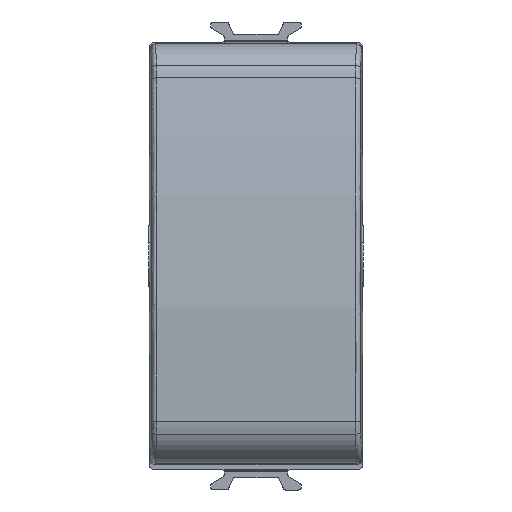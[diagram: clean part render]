
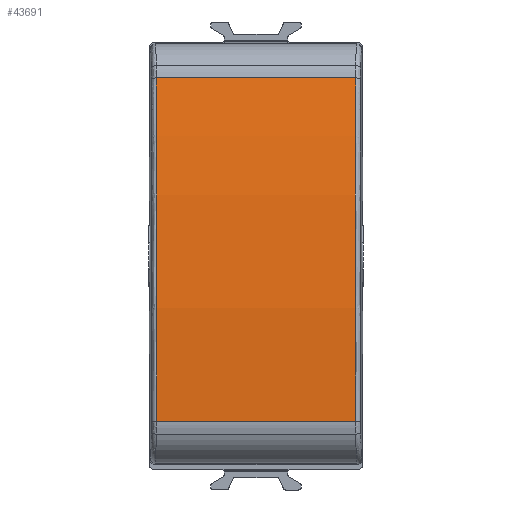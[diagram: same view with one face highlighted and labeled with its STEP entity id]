
A CAD part, top view. The second image highlights one B-rep face of the part: STEP entity #43691.
In plain terms, the highlighted cylindrical face has radius 140 mm (diameter 280 mm), a partial arc.
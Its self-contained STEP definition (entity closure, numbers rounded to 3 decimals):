
#43678=AXIS2_PLACEMENT_3D('Cylinder Axis2P3D',#43675,#43676,#43677) ;
#43060=CARTESIAN_POINT('Vertex',(10.271,-38.036,23.564)) ;
#43122=CARTESIAN_POINT('Vertex',(10.271,-2.653,20.136)) ;
#43126=CARTESIAN_POINT('Control Point',(10.271,-38.036,23.564)) ;
#43127=CARTESIAN_POINT('Control Point',(10.24,-30.911,23.783)) ;
#43128=CARTESIAN_POINT('Control Point',(10.224,-23.771,23.549)) ;
#43129=CARTESIAN_POINT('Control Point',(10.224,-16.656,22.859)) ;
#43130=CARTESIAN_POINT('Control Point',(10.24,-9.604,21.719)) ;
#43131=CARTESIAN_POINT('Control Point',(10.271,-2.653,20.136)) ;
#43421=CARTESIAN_POINT('Vertex',(-10.271,-38.036,23.564)) ;
#43483=CARTESIAN_POINT('Vertex',(-10.271,-2.653,20.136)) ;
#43487=CARTESIAN_POINT('Control Point',(-10.271,-38.036,23.564)) ;
#43488=CARTESIAN_POINT('Control Point',(-10.24,-30.911,23.783)) ;
#43489=CARTESIAN_POINT('Control Point',(-10.224,-23.771,23.549)) ;
#43490=CARTESIAN_POINT('Control Point',(-10.224,-16.656,22.859)) ;
#43491=CARTESIAN_POINT('Control Point',(-10.24,-9.604,21.719)) ;
#43492=CARTESIAN_POINT('Control Point',(-10.271,-2.653,20.136)) ;
#43662=CARTESIAN_POINT('Line Origine',(0.,-38.036,23.564)) ;
#43675=CARTESIAN_POINT('Axis2P3D Location',(0.,-33.738,-116.37)) ;
#43680=CARTESIAN_POINT('Line Origine',(0.,-2.653,20.136)) ;
#43663=DIRECTION('Vector Direction',(1.,0.,0.)) ;
#43676=DIRECTION('Axis2P3D Direction',(1.,0.,0.)) ;
#43677=DIRECTION('Axis2P3D XDirection',(0.,0.222,0.975)) ;
#43681=DIRECTION('Vector Direction',(1.,0.,0.)) ;
#43664=VECTOR('Line Direction',#43663,1.) ;
#43682=VECTOR('Line Direction',#43681,1.) ;
#43686=ORIENTED_EDGE('',*,*,#43666,.T.) ;
#43687=ORIENTED_EDGE('',*,*,#43132,.T.) ;
#43688=ORIENTED_EDGE('',*,*,#43684,.F.) ;
#43689=ORIENTED_EDGE('',*,*,#43493,.T.) ;
#43691=ADVANCED_FACE('PartBody',(#43690),#43679,.T.) ;
#43125=B_SPLINE_CURVE_WITH_KNOTS('',5,(#43126,#43127,#43128,#43129,#43130,#43131),.UNSPECIFIED.,.F.,.U.,(6,6),(18.331,68.651),.UNSPECIFIED.) ;
#43486=B_SPLINE_CURVE_WITH_KNOTS('',5,(#43487,#43488,#43489,#43490,#43491,#43492),.UNSPECIFIED.,.F.,.U.,(6,6),(18.331,68.651),.UNSPECIFIED.) ;
#43679=CYLINDRICAL_SURFACE('generated cylinder',#43678,140.) ;
#43132=EDGE_CURVE('',#43061,#43123,#43125,.T.) ;
#43493=EDGE_CURVE('',#43484,#43422,#43486,.F.) ;
#43666=EDGE_CURVE('',#43422,#43061,#43665,.T.) ;
#43684=EDGE_CURVE('',#43484,#43123,#43683,.T.) ;
#43685=EDGE_LOOP('',(#43686,#43687,#43688,#43689)) ;
#43690=FACE_OUTER_BOUND('',#43685,.T.) ;
#43665=LINE('Line',#43662,#43664) ;
#43683=LINE('Line',#43680,#43682) ;
#43061=VERTEX_POINT('',#43060) ;
#43123=VERTEX_POINT('',#43122) ;
#43422=VERTEX_POINT('',#43421) ;
#43484=VERTEX_POINT('',#43483) ;
